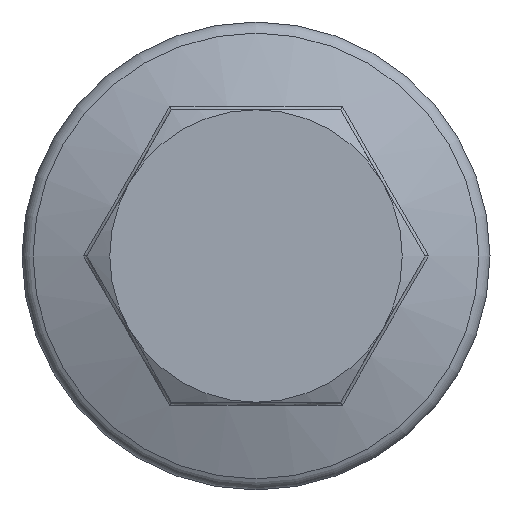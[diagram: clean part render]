
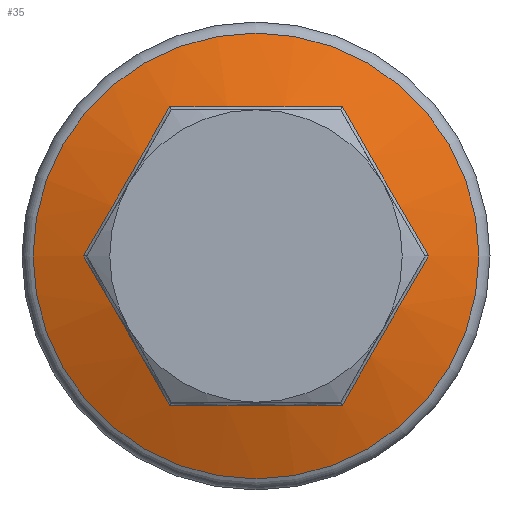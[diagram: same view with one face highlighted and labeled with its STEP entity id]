
A CAD part, left-side view. The second image highlights one B-rep face of the part: STEP entity #35.
In plain terms, the highlighted conical face has half-angle 70 degrees and reference radius 9.906 mm.
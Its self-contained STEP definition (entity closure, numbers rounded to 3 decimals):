
#12 = CARTESIAN_POINT ( 'NONE',  ( 7.314, 3.198, 6.638 ) ) ;
#16 = VERTEX_POINT ( 'NONE', #708 ) ;
#31 = CARTESIAN_POINT ( 'NONE',  ( 7.431, 7.668, 0. ) ) ;
#35 = ADVANCED_FACE ( 'NONE', ( #779, #120 ), #821, .T. ) ;
#51 = EDGE_CURVE ( 'NONE', #683, #357, #783, .T. ) ;
#79 = CARTESIAN_POINT ( 'NONE',  ( 8.245, 0., 0. ) ) ;
#83 = CARTESIAN_POINT ( 'NONE',  ( 7.087, 6.38, 2.215 ) ) ;
#90 = ORIENTED_EDGE ( 'NONE', *, *, #588, .T. ) ;
#92 = CARTESIAN_POINT ( 'NONE',  ( 7.431, -3.834, -6.641 ) ) ;
#97 = CARTESIAN_POINT ( 'NONE',  ( 7.198, 2.565, -6.636 ) ) ;
#109 = CARTESIAN_POINT ( 'NONE',  ( 7.053, -5.428, 3.861 ) ) ;
#120 = FACE_OUTER_BOUND ( 'NONE', #339, .T. ) ;
#125 = CARTESIAN_POINT ( 'NONE',  ( 7.431, 3.834, 6.641 ) ) ;
#126 = DIRECTION ( 'NONE',  ( 1., 0., 0. ) ) ;
#129 = CARTESIAN_POINT ( 'NONE',  ( 7.198, -2.565, 6.636 ) ) ;
#144 = CARTESIAN_POINT ( 'NONE',  ( 7.087, -6.38, -2.215 ) ) ;
#149 = CARTESIAN_POINT ( 'NONE',  ( 7.054, -5.097, -4.434 ) ) ;
#151 = CARTESIAN_POINT ( 'NONE',  ( 7.314, -3.198, -6.638 ) ) ;
#155 = CARTESIAN_POINT ( 'NONE',  ( 7.314, 7.348, 0.55 ) ) ;
#160 = CARTESIAN_POINT ( 'NONE',  ( 7.431, -7.668, 0. ) ) ;
#173 = ORIENTED_EDGE ( 'NONE', *, *, #200, .T. ) ;
#182 = DIRECTION ( 'NONE',  ( -1., 0., 0. ) ) ;
#187 = CARTESIAN_POINT ( 'NONE',  ( 7.218, 4.468, -5.534 ) ) ;
#189 = CARTESIAN_POINT ( 'NONE',  ( 7.431, 3.834, 6.641 ) ) ;
#199 = CARTESIAN_POINT ( 'NONE',  ( 7.218, -7.026, -1.102 ) ) ;
#200 = EDGE_CURVE ( 'NONE', #591, #16, #639, .T. ) ;
#225 = ORIENTED_EDGE ( 'NONE', *, *, #560, .T. ) ;
#237 = CARTESIAN_POINT ( 'NONE',  ( 7.198, 7.029, -1.097 ) ) ;
#256 = EDGE_LOOP ( 'NONE', ( #225, #561, #90, #571, #729, #173 ) ) ;
#262 = CARTESIAN_POINT ( 'NONE',  ( 7.218, 7.026, 1.102 ) ) ;
#269 = CARTESIAN_POINT ( 'NONE',  ( 7.053, 6.058, 2.771 ) ) ;
#273 = CARTESIAN_POINT ( 'NONE',  ( 7.431, 3.834, 6.641 ) ) ;
#286 = CARTESIAN_POINT ( 'NONE',  ( 7.054, -6.389, 2.197 ) ) ;
#309 = CARTESIAN_POINT ( 'NONE',  ( 7.218, 2.559, 6.636 ) ) ;
#336 = CARTESIAN_POINT ( 'NONE',  ( 7.431, -3.834, -6.641 ) ) ;
#338 = AXIS2_PLACEMENT_3D ( 'NONE', #79, #182, #384 ) ;
#339 = EDGE_LOOP ( 'NONE', ( #427 ) ) ;
#344 = B_SPLINE_CURVE_WITH_KNOTS ( 'NONE', 3,
 ( #92, #151, #396, #726, #484, #479, #97, #804 ),
 .UNSPECIFIED., .F., .F.,
 ( 4, 2, 2, 4 ),
 ( 0., 0.002, 0.004, 0.008 ),
 .UNSPECIFIED. ) ;
#351 = CARTESIAN_POINT ( 'NONE',  ( 7.431, -7.668, 0. ) ) ;
#357 = VERTEX_POINT ( 'NONE', #706 ) ;
#369 = CARTESIAN_POINT ( 'NONE',  ( 8.245, 0., 0. ) ) ;
#373 = VERTEX_POINT ( 'NONE', #457 ) ;
#384 = DIRECTION ( 'NONE',  ( 0., 0., 1. ) ) ;
#385 = CARTESIAN_POINT ( 'NONE',  ( 7.431, 7.668, 0. ) ) ;
#394 = VERTEX_POINT ( 'NONE', #189 ) ;
#396 = CARTESIAN_POINT ( 'NONE',  ( 7.218, -2.559, -6.636 ) ) ;
#402 = CARTESIAN_POINT ( 'NONE',  ( 7.198, -4.464, -5.539 ) ) ;
#424 = CARTESIAN_POINT ( 'NONE',  ( 7.087, -5.108, 4.418 ) ) ;
#427 = ORIENTED_EDGE ( 'NONE', *, *, #494, .T. ) ;
#439 = CARTESIAN_POINT ( 'NONE',  ( 7.314, -4.15, 6.089 ) ) ;
#448 = CARTESIAN_POINT ( 'NONE',  ( 7.087, 1.272, 6.633 ) ) ;
#452 = CARTESIAN_POINT ( 'NONE',  ( 7.087, 5.108, -4.418 ) ) ;
#457 = CARTESIAN_POINT ( 'NONE',  ( 7.431, -3.834, 6.641 ) ) ;
#479 = CARTESIAN_POINT ( 'NONE',  ( 7.054, 1.291, -6.632 ) ) ;
#482 = AXIS2_PLACEMENT_3D ( 'NONE', #369, #126, #644 ) ;
#484 = CARTESIAN_POINT ( 'NONE',  ( 7.053, -0.63, -6.632 ) ) ;
#490 = CARTESIAN_POINT ( 'NONE',  ( 7.431, 3.834, -6.641 ) ) ;
#494 = EDGE_CURVE ( 'NONE', #710, #710, #538, .T. ) ;
#511 = CARTESIAN_POINT ( 'NONE',  ( 7.431, 3.834, -6.641 ) ) ;
#520 = EDGE_CURVE ( 'NONE', #394, #373, #735, .T. ) ;
#531 = CARTESIAN_POINT ( 'NONE',  ( 7.314, -7.348, -0.55 ) ) ;
#538 = CIRCLE ( 'NONE', #338, 9.907 ) ;
#542 = CARTESIAN_POINT ( 'NONE',  ( 7.198, 4.464, 5.539 ) ) ;
#556 = CARTESIAN_POINT ( 'NONE',  ( 7.431, -7.668, 0. ) ) ;
#560 = EDGE_CURVE ( 'NONE', #16, #683, #344, .T. ) ;
#561 = ORIENTED_EDGE ( 'NONE', *, *, #51, .T. ) ;
#568 = CARTESIAN_POINT ( 'NONE',  ( 7.218, -4.468, 5.534 ) ) ;
#571 = ORIENTED_EDGE ( 'NONE', *, *, #520, .T. ) ;
#574 = CARTESIAN_POINT ( 'NONE',  ( 7.054, 6.389, -2.197 ) ) ;
#575 = CARTESIAN_POINT ( 'NONE',  ( 8.245, 0., 9.907 ) ) ;
#584 = CARTESIAN_POINT ( 'NONE',  ( 7.314, 4.15, -6.089 ) ) ;
#586 = CARTESIAN_POINT ( 'NONE',  ( 7.431, -3.834, 6.641 ) ) ;
#588 = EDGE_CURVE ( 'NONE', #357, #394, #817, .T. ) ;
#591 = VERTEX_POINT ( 'NONE', #160 ) ;
#620 = CARTESIAN_POINT ( 'NONE',  ( 7.431, -3.834, 6.641 ) ) ;
#639 = B_SPLINE_CURVE_WITH_KNOTS ( 'NONE', 3,
 ( #351, #531, #199, #144, #733, #149, #402, #336 ),
 .UNSPECIFIED., .F., .F.,
 ( 4, 2, 2, 4 ),
 ( 0., 0.002, 0.004, 0.008 ),
 .UNSPECIFIED. ) ;
#644 = DIRECTION ( 'NONE',  ( 0., 0., -1. ) ) ;
#683 = VERTEX_POINT ( 'NONE', #490 ) ;
#702 = CARTESIAN_POINT ( 'NONE',  ( 7.198, -7.029, 1.097 ) ) ;
#706 = CARTESIAN_POINT ( 'NONE',  ( 7.431, 7.668, 0. ) ) ;
#708 = CARTESIAN_POINT ( 'NONE',  ( 7.431, -3.834, -6.641 ) ) ;
#710 = VERTEX_POINT ( 'NONE', #575 ) ;
#712 = CARTESIAN_POINT ( 'NONE',  ( 7.053, 0.63, 6.632 ) ) ;
#717 = CARTESIAN_POINT ( 'NONE',  ( 7.053, 5.428, -3.861 ) ) ;
#726 = CARTESIAN_POINT ( 'NONE',  ( 7.087, -1.272, -6.633 ) ) ;
#729 = ORIENTED_EDGE ( 'NONE', *, *, #736, .T. ) ;
#733 = CARTESIAN_POINT ( 'NONE',  ( 7.053, -6.058, -2.771 ) ) ;
#735 = B_SPLINE_CURVE_WITH_KNOTS ( 'NONE', 3,
 ( #125, #12, #309, #448, #712, #785, #129, #586 ),
 .UNSPECIFIED., .F., .F.,
 ( 4, 2, 2, 4 ),
 ( 0., 0.002, 0.004, 0.008 ),
 .UNSPECIFIED. ) ;
#736 = EDGE_CURVE ( 'NONE', #373, #591, #737, .T. ) ;
#737 = B_SPLINE_CURVE_WITH_KNOTS ( 'NONE', 3,
 ( #620, #439, #568, #424, #109, #286, #702, #556 ),
 .UNSPECIFIED., .F., .F.,
 ( 4, 2, 2, 4 ),
 ( 0., 0.002, 0.004, 0.008 ),
 .UNSPECIFIED. ) ;
#742 = CARTESIAN_POINT ( 'NONE',  ( 7.054, 5.097, 4.434 ) ) ;
#779 = FACE_BOUND ( 'NONE', #256, .T. ) ;
#783 = B_SPLINE_CURVE_WITH_KNOTS ( 'NONE', 3,
 ( #511, #584, #187, #452, #717, #574, #237, #385 ),
 .UNSPECIFIED., .F., .F.,
 ( 4, 2, 2, 4 ),
 ( 0., 0.002, 0.004, 0.008 ),
 .UNSPECIFIED. ) ;
#785 = CARTESIAN_POINT ( 'NONE',  ( 7.054, -1.291, 6.632 ) ) ;
#804 = CARTESIAN_POINT ( 'NONE',  ( 7.431, 3.834, -6.641 ) ) ;
#817 = B_SPLINE_CURVE_WITH_KNOTS ( 'NONE', 3,
 ( #31, #155, #262, #83, #269, #742, #542, #273 ),
 .UNSPECIFIED., .F., .F.,
 ( 4, 2, 2, 4 ),
 ( 0., 0.002, 0.004, 0.008 ),
 .UNSPECIFIED. ) ;
#821 = CONICAL_SURFACE ( 'NONE', #482, 9.907, 1.222 ) ;
